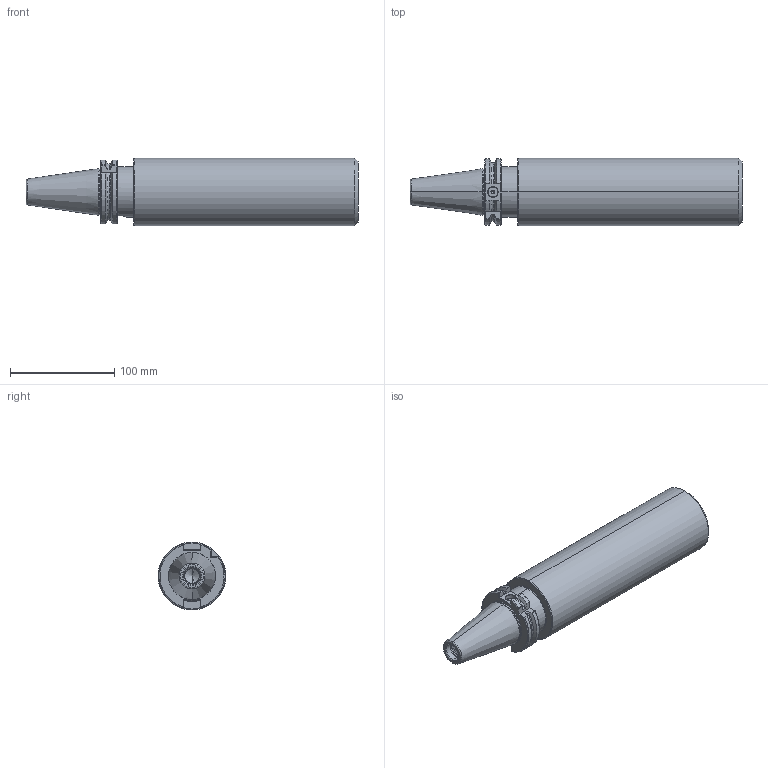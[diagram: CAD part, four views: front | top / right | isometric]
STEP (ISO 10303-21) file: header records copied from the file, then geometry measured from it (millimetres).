
FILE_DESCRIPTION (( 'STEP AP203' ), '1' );
FILE_NAME ('402.17.63.STEP', '2016-07-25T05:02:44', ( '' ), ( '' ), 'SwSTEP 2.0', 'SolidWorks 2012', '' );
FILE_SCHEMA (( 'CONFIG_CONTROL_DESIGN' ));
Length unit declared in the file: millimetre
Products named in the file (1): 402.17.63
Bounding box: 318.4 x 65 x 65 mm (x, y, z)
Volume: 846606.8 mm3; surface area: 68700.8 mm2
Topology: 1 solids, 1 shells, 188 faces, 485 edges, 290 vertices
Faces by surface type: cylinder 59, plane 44, cone 35, torus 32, bspline 18
Entity records: 10844 total; most frequent: CARTESIAN_POINT 6653, ORIENTED_EDGE 942, DIRECTION 761, EDGE_CURVE 471, AXIS2_PLACEMENT_3D 301, VERTEX_POINT 290, EDGE_LOOP 193, FACE_OUTER_BOUND 188
